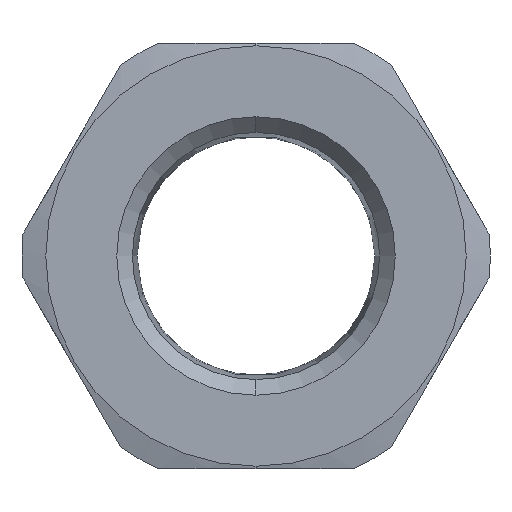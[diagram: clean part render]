
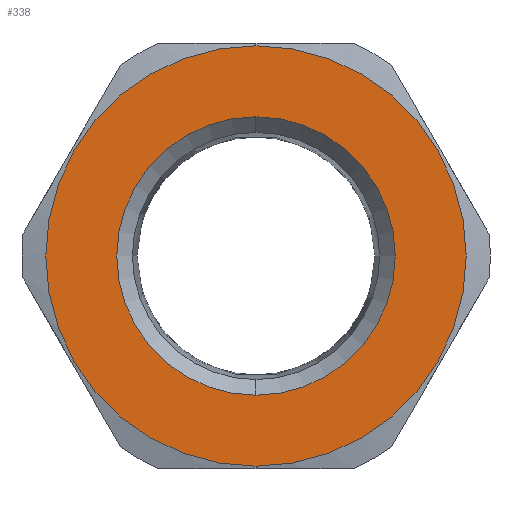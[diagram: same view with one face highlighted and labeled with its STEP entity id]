
A CAD part, left-side view. The second image highlights one B-rep face of the part: STEP entity #338.
In plain terms, the highlighted planar face has unit normal (-1, 0, 0).
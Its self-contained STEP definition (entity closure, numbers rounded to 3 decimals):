
#51 = EDGE_CURVE ( 'NONE', #597, #646, #326, .T. ) ;
#93 = AXIS2_PLACEMENT_3D ( 'NONE', #329, #341, #360 ) ;
#99 = EDGE_CURVE ( 'NONE', #646, #597, #516, .T. ) ;
#117 = CARTESIAN_POINT ( 'NONE',  ( 0., 0., 20.15 ) ) ;
#135 = CARTESIAN_POINT ( 'NONE',  ( 0., 0., -13.345 ) ) ;
#256 = CARTESIAN_POINT ( 'NONE',  ( 0., 0., 13.345 ) ) ;
#326 = CIRCLE ( 'NONE', #928, 20.15 ) ;
#329 = CARTESIAN_POINT ( 'NONE',  ( 0., 0., 0. ) ) ;
#338 = ADVANCED_FACE ( 'NONE', ( #639, #1107 ), #781, .F. ) ;
#341 = DIRECTION ( 'NONE',  ( 1., 0., 0. ) ) ;
#353 = AXIS2_PLACEMENT_3D ( 'NONE', #842, #758, #746 ) ;
#355 = DIRECTION ( 'NONE',  ( 1., 0., 0. ) ) ;
#360 = DIRECTION ( 'NONE',  ( 0., 0., -1. ) ) ;
#384 = CARTESIAN_POINT ( 'NONE',  ( 0., 0., 0. ) ) ;
#394 = ORIENTED_EDGE ( 'NONE', *, *, #963, .T. ) ;
#457 = EDGE_CURVE ( 'NONE', #671, #925, #544, .T. ) ;
#465 = DIRECTION ( 'NONE',  ( 0., 0., -1. ) ) ;
#516 = CIRCLE ( 'NONE', #353, 20.15 ) ;
#544 = CIRCLE ( 'NONE', #93, 13.345 ) ;
#592 = CARTESIAN_POINT ( 'NONE',  ( 0., 0., 0. ) ) ;
#597 = VERTEX_POINT ( 'NONE', #117 ) ;
#605 = AXIS2_PLACEMENT_3D ( 'NONE', #881, #355, #818 ) ;
#639 = FACE_BOUND ( 'NONE', #747, .T. ) ;
#646 = VERTEX_POINT ( 'NONE', #1079 ) ;
#671 = VERTEX_POINT ( 'NONE', #256 ) ;
#674 = DIRECTION ( 'NONE',  ( -1., 0., 0. ) ) ;
#746 = DIRECTION ( 'NONE',  ( 0., 0., 1. ) ) ;
#747 = EDGE_LOOP ( 'NONE', ( #989, #394 ) ) ;
#758 = DIRECTION ( 'NONE',  ( -1., 0., 0. ) ) ;
#781 = PLANE ( 'NONE',  #605 ) ;
#796 = CIRCLE ( 'NONE', #1101, 13.345 ) ;
#812 = ORIENTED_EDGE ( 'NONE', *, *, #51, .T. ) ;
#818 = DIRECTION ( 'NONE',  ( 0., 0., -1. ) ) ;
#842 = CARTESIAN_POINT ( 'NONE',  ( 0., 0., 0. ) ) ;
#865 = EDGE_LOOP ( 'NONE', ( #1109, #812 ) ) ;
#881 = CARTESIAN_POINT ( 'NONE',  ( 0., 0., 0. ) ) ;
#925 = VERTEX_POINT ( 'NONE', #135 ) ;
#928 = AXIS2_PLACEMENT_3D ( 'NONE', #592, #674, #1050 ) ;
#963 = EDGE_CURVE ( 'NONE', #925, #671, #796, .T. ) ;
#984 = DIRECTION ( 'NONE',  ( 1., 0., 0. ) ) ;
#989 = ORIENTED_EDGE ( 'NONE', *, *, #457, .T. ) ;
#1050 = DIRECTION ( 'NONE',  ( 0., 0., 1. ) ) ;
#1079 = CARTESIAN_POINT ( 'NONE',  ( 0., 0., -20.15 ) ) ;
#1101 = AXIS2_PLACEMENT_3D ( 'NONE', #384, #984, #465 ) ;
#1107 = FACE_OUTER_BOUND ( 'NONE', #865, .T. ) ;
#1109 = ORIENTED_EDGE ( 'NONE', *, *, #99, .T. ) ;
